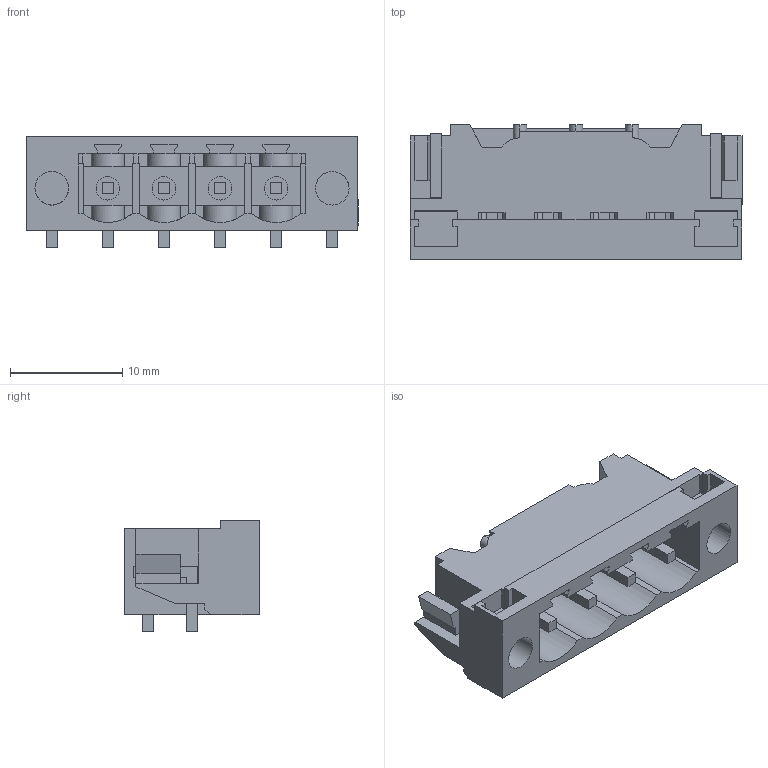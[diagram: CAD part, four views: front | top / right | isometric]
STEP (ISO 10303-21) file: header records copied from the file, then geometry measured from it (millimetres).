
FILE_DESCRIPTION(('CATIA V5 STEP Exchange','CAx-IF Rec.Pracs.--- Model Styling and Organization---1.2---2011-12-15'),'2;1');
FILE_NAME ('7601242_2_1797770000_1797770000.stp','2018-03-12T11:32:56+00:00',('none'),('Weidmueller'),'CATIA Version 5-6 Release 2014','CATIA V5 STEP AP214','none');
FILE_SCHEMA(('AUTOMOTIVE_DESIGN { 1 0 10303 214 1 1 1 1 }'));
Length unit declared in the file: millimetre
Products named in the file (1): 1797770000
Bounding box: 29.6 x 12 x 9.93 mm (x, y, z)
Volume: 1257.3 mm3; surface area: 2612.4 mm2
Topology: 7 solids, 7 shells, 343 faces, 1019 edges, 683 vertices
Faces by surface type: plane 301, cylinder 42
Entity records: 11439 total; most frequent: CARTESIAN_POINT 2198, ORIENTED_EDGE 2038, DIRECTION 1539, EDGE_CURVE 1019, VECTOR 913, LINE 913, VERTEX_POINT 683, EDGE_LOOP 356
